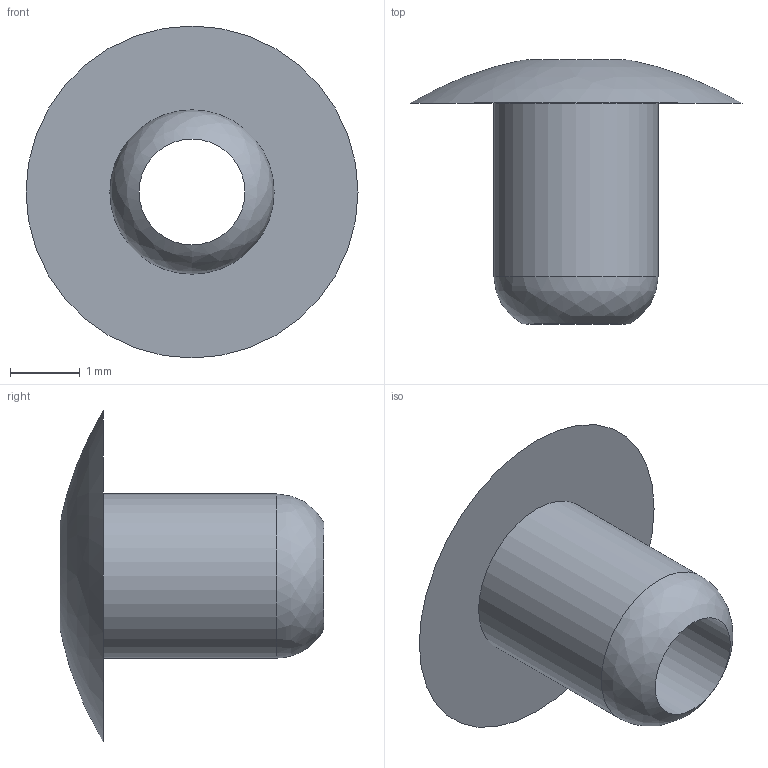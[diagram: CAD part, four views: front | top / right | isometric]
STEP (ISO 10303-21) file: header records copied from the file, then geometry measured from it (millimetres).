
FILE_DESCRIPTION(/* description */ (''),/* implementation_level */ '2;1');
FILE_NAME(/* name */ '310-05-0003.ipt.step',/* time_stamp */ '2014-01-01T17:38:34-08:00',/* author */ ('Philip'),/* organization */ (''),/* preprocessor_version */ 'ST-DEVELOPER v15.2',/* originating_system */ 'Autodesk Inventor 2014',/* authorisation */ '');
FILE_SCHEMA (('AUTOMOTIVE_DESIGN { 1 0 10303 214 3 1 1 }'));
Length unit declared in the file: inch
Products named in the file (1): 310-05-0003
Bounding box: 4.78 x 3.8 x 4.78 mm (x, y, z)
Volume: 12.6 mm3; surface area: 73.2 mm2
Topology: 1 solids, 1 shells, 5 faces, 13 edges, 9 vertices
Faces by surface type: cylinder 2, bspline 2, plane 1
Full cylindrical faces by diameter (mm): 1.524 x1, 2.362 x1
Entity records: 223 total; most frequent: CARTESIAN_POINT 82, DIRECTION 26, ORIENTED_EDGE 22, AXIS2_PLACEMENT_3D 13, EDGE_CURVE 11, CIRCLE 9, VERTEX_POINT 9, EDGE_LOOP 8
